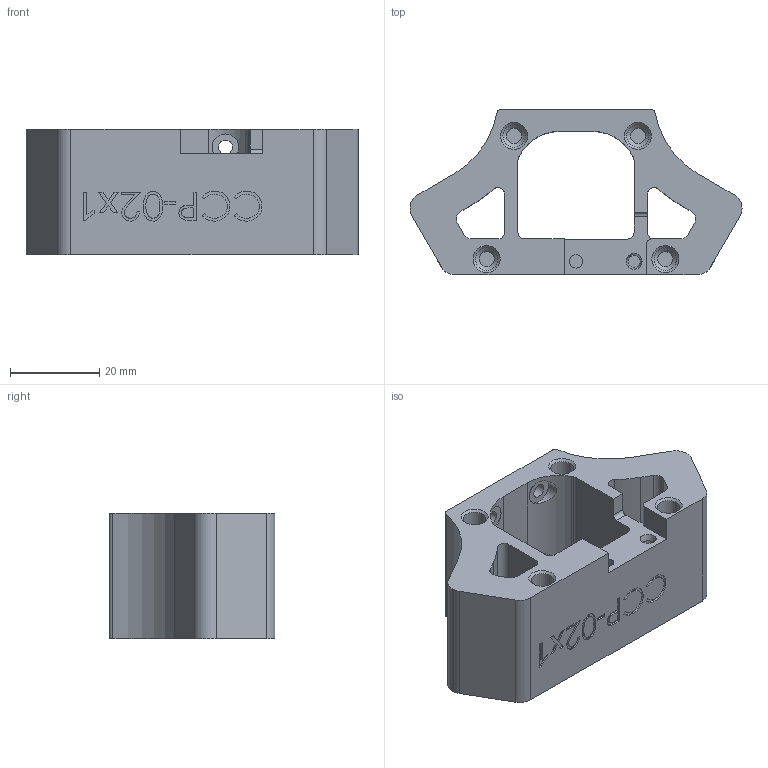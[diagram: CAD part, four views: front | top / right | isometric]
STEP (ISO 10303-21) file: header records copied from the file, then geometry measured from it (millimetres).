
FILE_DESCRIPTION(/* description */ (''),/* implementation_level */ '2;1');
FILE_NAME(/* name */ 'crossbar_with_carriage_center.step',/* time_stamp */ '2020-08-01T22:48:21-04:00',/* author */ (''),/* organization */ (''),/* preprocessor_version */ 'ST-DEVELOPER v18.1',/* originating_system */ 'Autodesk Translation Framework v9.3.0.1241',/* authorisation */ '');
FILE_SCHEMA (('AUTOMOTIVE_DESIGN { 1 0 10303 214 3 1 1 }'));
Length unit declared in the file: millimetre
Products named in the file (3): crossbar_with_carriage_center; carriage_center_assembly; carriage_Carriage Center Plate
Assembly tree (2 placements, depth 3):
  crossbar_with_carriage_center
    carriage_center_assembly
      carriage_Carriage Center Plate
Bounding box: 74.3 x 37.07 x 28 mm (x, y, z)
Volume: 34945.9 mm3; surface area: 13756.1 mm2
Topology: 1 solids, 1 shells, 205 faces, 522 edges, 341 vertices
Faces by surface type: plane 88, cylinder 54, bspline 45, cone 18
Full cylindrical faces by diameter (mm): 2.75 x1, 3 x1, 3.2 x4, 3.4 x8, 5.05 x8, 6 x4
Entity records: 8945 total; most frequent: CARTESIAN_POINT 4100, ORIENTED_EDGE 1044, DIRECTION 869, EDGE_CURVE 522, VERTEX_POINT 341, LINE 307, VECTOR 307, AXIS2_PLACEMENT_3D 281
